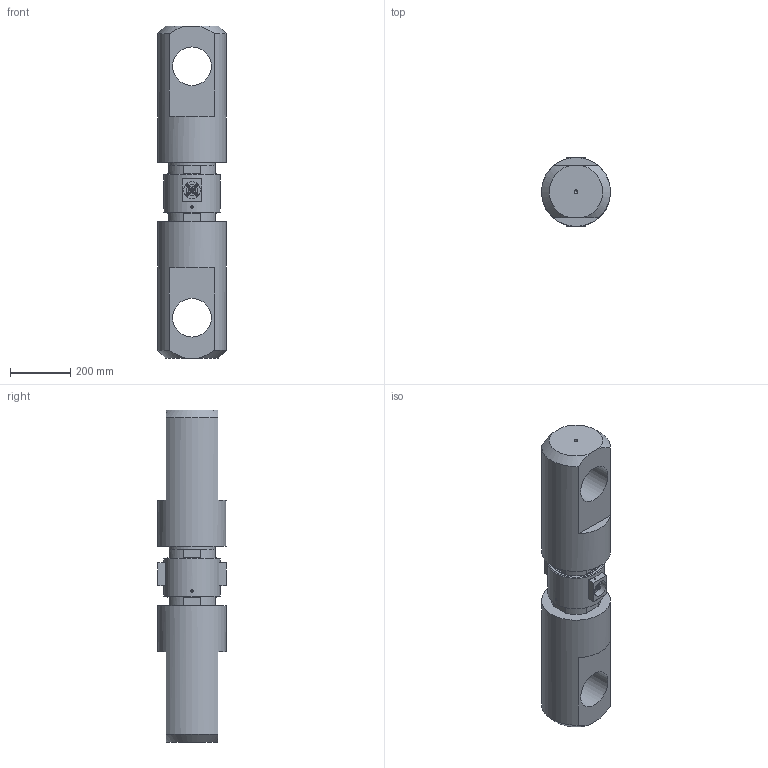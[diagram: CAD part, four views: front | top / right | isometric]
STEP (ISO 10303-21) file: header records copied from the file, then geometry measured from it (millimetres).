
FILE_DESCRIPTION((''),'2;1');
FILE_NAME('LCM675.stp','2010-11-08T16:08:54',('thomasl'),(''),'Autodesk Inventor 2008','Autodesk Inventor 2008','');
FILE_SCHEMA(('AUTOMOTIVE_DESIGN { 1 0 10303 214 1 1 1 1 }'));
Length unit declared in the file: inch
Products named in the file (2): LCM675; PART1
Assembly tree (1 placements, depth 2):
  LCM675
    PART1
Bounding box: 227.84 x 227.6 x 1099.18 mm (x, y, z)
Volume: 33306102 mm3; surface area: 1143604.6 mm2
Topology: 1 solids, 30 shells, 551 faces, 1392 edges, 968 vertices
Faces by surface type: plane 298, cylinder 151, cone 70, bspline 32
Full cylindrical faces by diameter (mm): 1.524 x12, 2.385 x16, 2.845 x8, 3.302 x8, 3.531 x2, 4.166 x4, 4.648 x8, 4.826 x32, 5.156 x4, 5.207 x8, 7.925 x12, 8.331 x4, 11.608 x2, 13.97 x2, 14.554 x2, 14.986 x2, 15.875 x2, 36.83 x2, 55.321 x2, 127.762 x2, 145.07 x1, 152.4 x1, 161.925 x2, 167.005 x1, 167.259 x1, 187.325 x1, 227.838 x2
Entity records: 17074 total; most frequent: CARTESIAN_POINT 5808, DIRECTION 2140, ORIENTED_EDGE 2062, EDGE_CURVE 1031, EDGE_LOOP 942, AXIS2_PLACEMENT_3D 881, VERTEX_POINT 847, FACE_OUTER_BOUND 551
